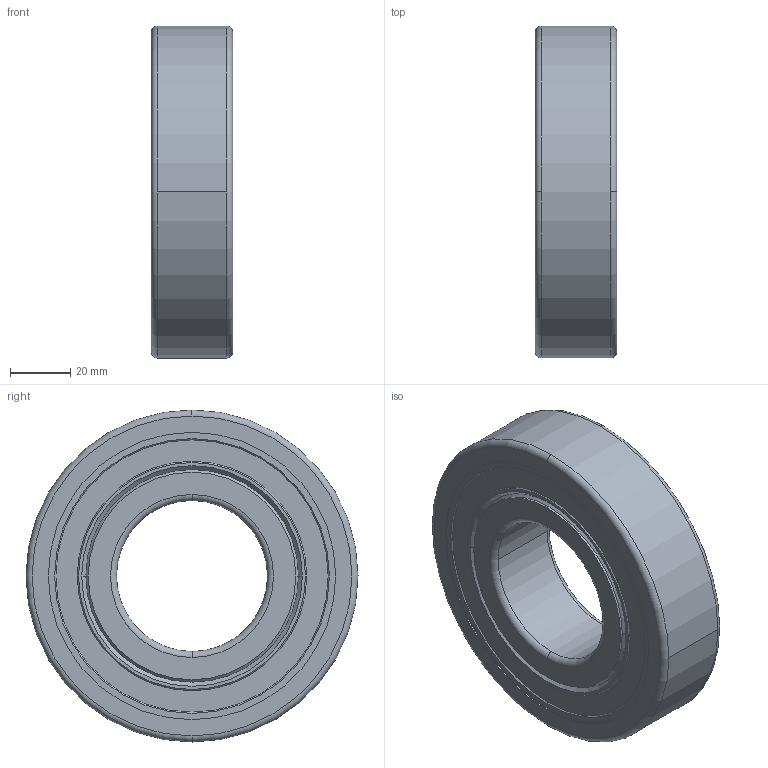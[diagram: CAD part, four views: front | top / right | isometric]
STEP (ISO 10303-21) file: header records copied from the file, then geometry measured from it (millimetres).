
FILE_DESCRIPTION(('STEP AP203'),'1');
FILE_NAME('roulement_6310-2rs1_2.stp','2019-01-22T13:39:48',('TraceParts'),('TraceParts S.A.'),'Spatial InterOp 3D',' ',' ');
FILE_SCHEMA(('CONFIG_CONTROL_DESIGN'));
Length unit declared in the file: millimetre
Products named in the file (1): 1
Bounding box: 27 x 110 x 110 mm (x, y, z)
Volume: 143176.3 mm3; surface area: 63619.4 mm2
Topology: 5 solids, 5 shells, 132 faces, 330 edges, 194 vertices
Faces by surface type: torus 48, cone 36, cylinder 20, sphere 16, plane 12
Entity records: 4360 total; most frequent: CARTESIAN_POINT 1173, DIRECTION 750, ORIENTED_EDGE 596, AXIS2_PLACEMENT_3D 347, EDGE_CURVE 298, CIRCLE 210, VERTEX_POINT 194, EDGE_LOOP 160
